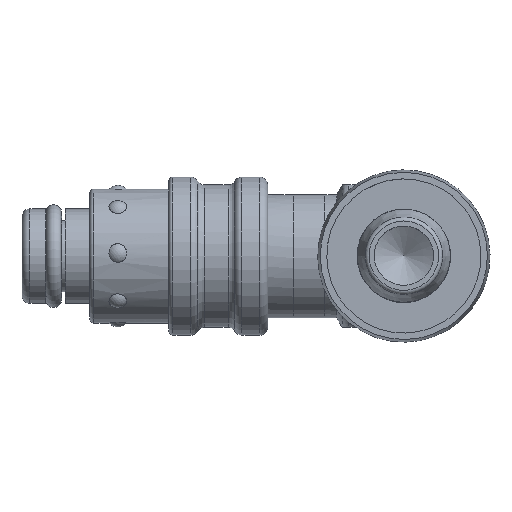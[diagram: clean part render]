
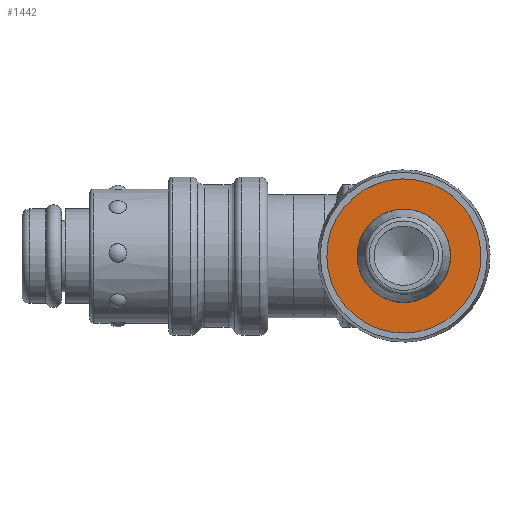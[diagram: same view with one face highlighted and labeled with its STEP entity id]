
A CAD part, top view. The second image highlights one B-rep face of the part: STEP entity #1442.
In plain terms, the highlighted planar face has unit normal (0, 0, 1).
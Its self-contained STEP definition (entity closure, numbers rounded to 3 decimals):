
#75=FACE_BOUND('',#250,.T.);
#96=PLANE('',#1557);
#156=FACE_OUTER_BOUND('',#249,.T.);
#249=EDGE_LOOP('',(#946));
#250=EDGE_LOOP('',(#947));
#473=CIRCLE('',#1558,9.75);
#474=CIRCLE('',#1559,5.525);
#596=VERTEX_POINT('',#2265);
#597=VERTEX_POINT('',#2267);
#734=EDGE_CURVE('',#596,#596,#473,.T.);
#735=EDGE_CURVE('',#597,#597,#474,.T.);
#946=ORIENTED_EDGE('',*,*,#734,.T.);
#947=ORIENTED_EDGE('',*,*,#735,.F.);
#1442=ADVANCED_FACE('',(#156,#75),#96,.F.);
#1557=AXIS2_PLACEMENT_3D('',#2264,#1784,#1785);
#1558=AXIS2_PLACEMENT_3D('',#2266,#1786,#1787);
#1559=AXIS2_PLACEMENT_3D('',#2268,#1788,#1789);
#1784=DIRECTION('center_axis',(0.,0.,
-1.));
#1785=DIRECTION('ref_axis',(0.359,-0.933,0.));
#1786=DIRECTION('center_axis',(0.,0.,
1.));
#1787=DIRECTION('ref_axis',(0.359,-0.933,0.));
#1788=DIRECTION('center_axis',(0.,0.,
1.));
#1789=DIRECTION('ref_axis',(1.,0.,0.));
#2264=CARTESIAN_POINT('Origin',(48.3,0.,9.5));
#2265=CARTESIAN_POINT('',(44.796,9.098,9.5));
#2266=CARTESIAN_POINT('Origin',(48.3,0.,9.5));
#2267=CARTESIAN_POINT('',(42.775,0.,9.5));
#2268=CARTESIAN_POINT('Origin',(48.3,0.,9.5));
